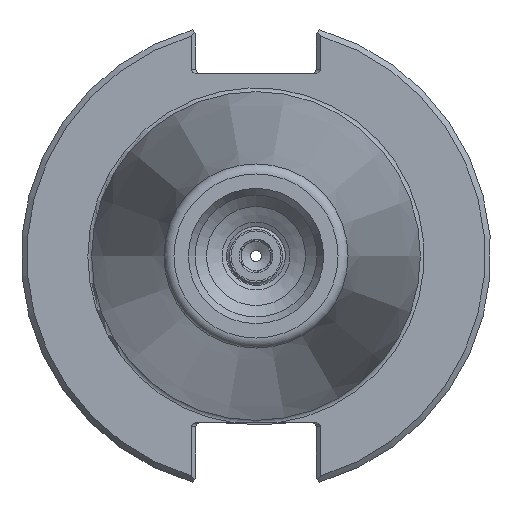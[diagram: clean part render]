
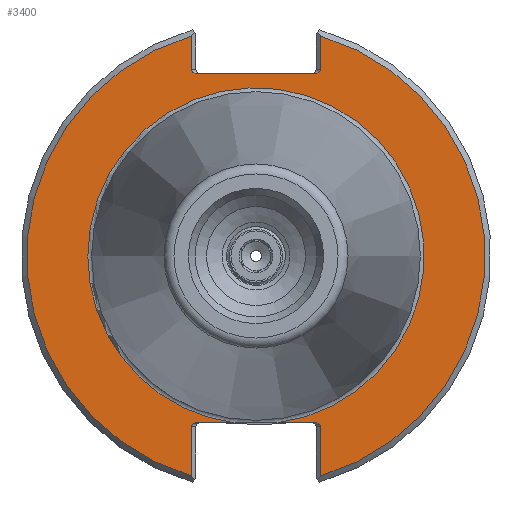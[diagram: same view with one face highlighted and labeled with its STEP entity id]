
A CAD part, left-side view. The second image highlights one B-rep face of the part: STEP entity #3400.
In plain terms, the highlighted planar face has unit normal (-1, 0, 0).
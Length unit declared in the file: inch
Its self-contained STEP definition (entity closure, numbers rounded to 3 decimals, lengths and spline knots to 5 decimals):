
#2458=CARTESIAN_POINT('',(0.125,0.345,0.992));
#2459=VERTEX_POINT('',#2458);
#2466=CARTESIAN_POINT('',(0.125,0.31672,0.972));
#2467=VERTEX_POINT('',#2466);
#2468=CARTESIAN_POINT('',(0.125,0.31672,0.992));
#2469=DIRECTION('',(-1.0,0.0,0.0));
#2470=DIRECTION('',(0.0,1.0,0.0));
#2471=AXIS2_PLACEMENT_3D('',#2468,#2469,#2470);
#2472=ELLIPSE('',#2471,0.02828,0.02);
#2473=EDGE_CURVE('',#2459,#2467,#2472,.T.);
#2558=CARTESIAN_POINT('',(0.125,0.345,1.1702));
#2559=VERTEX_POINT('',#2558);
#2566=CARTESIAN_POINT('',(0.125,0.345,1.1702));
#2567=DIRECTION('',(0.0,0.0,-1.0));
#2568=VECTOR('',#2567,0.1782);
#2569=LINE('',#2566,#2568);
#2570=EDGE_CURVE('',#2559,#2459,#2569,.T.);
#2670=CARTESIAN_POINT('',(0.125,-0.31672,0.972));
#2671=VERTEX_POINT('',#2670);
#2678=CARTESIAN_POINT('',(0.125,-0.345,0.992));
#2679=VERTEX_POINT('',#2678);
#2680=CARTESIAN_POINT('',(0.125,-0.31672,0.992));
#2681=DIRECTION('',(-1.0,0.0,0.0));
#2682=DIRECTION('',(0.0,-1.0,0.0));
#2683=AXIS2_PLACEMENT_3D('',#2680,#2681,#2682);
#2684=ELLIPSE('',#2683,0.02828,0.02);
#2685=EDGE_CURVE('',#2671,#2679,#2684,.T.);
#2735=CARTESIAN_POINT('',(0.125,-0.345,1.1702));
#2736=VERTEX_POINT('',#2735);
#2737=CARTESIAN_POINT('',(0.125,-0.345,0.992));
#2738=DIRECTION('',(0.0,0.0,1.0));
#2739=VECTOR('',#2738,0.1782);
#2740=LINE('',#2737,#2739);
#2741=EDGE_CURVE('',#2679,#2736,#2740,.T.);
#2759=CARTESIAN_POINT('',(0.125,-0.345,-0.908));
#2760=VERTEX_POINT('',#2759);
#2761=CARTESIAN_POINT('',(0.125,-0.31672,-0.888));
#2762=VERTEX_POINT('',#2761);
#2763=CARTESIAN_POINT('',(0.125,-0.31672,-0.908));
#2764=DIRECTION('',(-1.0,0.0,0.0));
#2765=DIRECTION('',(0.0,-1.0,0.0));
#2766=AXIS2_PLACEMENT_3D('',#2763,#2764,#2765);
#2767=ELLIPSE('',#2766,0.02828,0.02);
#2768=EDGE_CURVE('',#2760,#2762,#2767,.T.);
#2866=CARTESIAN_POINT('',(0.125,-0.345,-1.1702));
#2867=VERTEX_POINT('',#2866);
#2874=CARTESIAN_POINT('',(0.125,-0.345,-1.1702));
#2875=DIRECTION('',(0.0,0.0,1.0));
#2876=VECTOR('',#2875,0.2622);
#2877=LINE('',#2874,#2876);
#2878=EDGE_CURVE('',#2867,#2760,#2877,.T.);
#2978=CARTESIAN_POINT('',(0.125,0.31672,-0.888));
#2979=VERTEX_POINT('',#2978);
#2986=CARTESIAN_POINT('',(0.125,0.345,-0.908));
#2987=VERTEX_POINT('',#2986);
#2988=CARTESIAN_POINT('',(0.125,0.31672,-0.908));
#2989=DIRECTION('',(-1.0,0.0,0.0));
#2990=DIRECTION('',(0.0,1.0,0.0));
#2991=AXIS2_PLACEMENT_3D('',#2988,#2989,#2990);
#2992=ELLIPSE('',#2991,0.02828,0.02);
#2993=EDGE_CURVE('',#2979,#2987,#2992,.T.);
#3043=CARTESIAN_POINT('',(0.125,0.345,-1.1702));
#3044=VERTEX_POINT('',#3043);
#3045=CARTESIAN_POINT('',(0.125,0.345,-0.908));
#3046=DIRECTION('',(0.0,0.0,-1.0));
#3047=VECTOR('',#3046,0.2622);
#3048=LINE('',#3045,#3047);
#3049=EDGE_CURVE('',#2987,#3044,#3048,.T.);
#3116=CARTESIAN_POINT('',(0.125,0.31672,0.972));
#3117=DIRECTION('',(0.0,-1.0,0.0));
#3118=VECTOR('',#3117,0.63343);
#3119=LINE('',#3116,#3118);
#3120=EDGE_CURVE('',#2467,#2671,#3119,.T.);
#3318=CARTESIAN_POINT('',(0.125,-0.11172,-0.888));
#3319=VERTEX_POINT('',#3318);
#3320=CARTESIAN_POINT('',(0.125,0.11172,-0.888));
#3321=VERTEX_POINT('',#3320);
#3336=CARTESIAN_POINT('',(0.125,0.,0.0));
#3337=DIRECTION('',(-1.0,0.0,0.0));
#3338=DIRECTION('',(0.0,-1.0,0.0));
#3339=AXIS2_PLACEMENT_3D('',#3336,#3337,#3338);
#3340=CIRCLE('',#3339,0.895);
#3341=EDGE_CURVE('',#3319,#3321,#3340,.T.);
#3357=CARTESIAN_POINT('',(0.125,1.0625,0.0));
#3358=DIRECTION('',(-1.0,0.0,0.0));
#3359=DIRECTION('',(0.0,0.0,1.0));
#3360=AXIS2_PLACEMENT_3D('',#3357,#3358,#3359);
#3361=PLANE('',#3360);
#3362=ORIENTED_EDGE('',*,*,#3341,.F.);
#3363=CARTESIAN_POINT('',(0.125,-0.31672,-0.888));
#3364=DIRECTION('',(0.0,1.0,0.0));
#3365=VECTOR('',#3364,0.205);
#3366=LINE('',#3363,#3365);
#3367=EDGE_CURVE('',#2762,#3319,#3366,.T.);
#3368=ORIENTED_EDGE('',*,*,#3367,.F.);
#3369=ORIENTED_EDGE('',*,*,#2768,.F.);
#3370=ORIENTED_EDGE('',*,*,#2878,.F.);
#3371=CARTESIAN_POINT('',(0.125,0.,0.0));
#3372=DIRECTION('',(1.0,0.0,0.0));
#3373=DIRECTION('',(0.0,-1.0,0.0));
#3374=AXIS2_PLACEMENT_3D('',#3371,#3372,#3373);
#3375=CIRCLE('',#3374,1.22);
#3376=EDGE_CURVE('',#2736,#2867,#3375,.T.);
#3377=ORIENTED_EDGE('',*,*,#3376,.F.);
#3378=ORIENTED_EDGE('',*,*,#2741,.F.);
#3379=ORIENTED_EDGE('',*,*,#2685,.F.);
#3380=ORIENTED_EDGE('',*,*,#3120,.F.);
#3381=ORIENTED_EDGE('',*,*,#2473,.F.);
#3382=ORIENTED_EDGE('',*,*,#2570,.F.);
#3383=CARTESIAN_POINT('',(0.125,0.,0.0));
#3384=DIRECTION('',(1.0,0.0,0.0));
#3385=DIRECTION('',(0.0,1.0,0.0));
#3386=AXIS2_PLACEMENT_3D('',#3383,#3384,#3385);
#3387=CIRCLE('',#3386,1.22);
#3388=EDGE_CURVE('',#3044,#2559,#3387,.T.);
#3389=ORIENTED_EDGE('',*,*,#3388,.F.);
#3390=ORIENTED_EDGE('',*,*,#3049,.F.);
#3391=ORIENTED_EDGE('',*,*,#2993,.F.);
#3392=CARTESIAN_POINT('',(0.125,0.11172,-0.888));
#3393=DIRECTION('',(0.0,1.0,0.0));
#3394=VECTOR('',#3393,0.205);
#3395=LINE('',#3392,#3394);
#3396=EDGE_CURVE('',#3321,#2979,#3395,.T.);
#3397=ORIENTED_EDGE('',*,*,#3396,.F.);
#3398=EDGE_LOOP('',(#3362,#3368,#3369,#3370,#3377,#3378,#3379,#3380,#3381,#3382,#3389,#3390,#3391,#3397));
#3399=FACE_OUTER_BOUND('',#3398,.T.);
#3400=ADVANCED_FACE('',(#3399),#3361,.T.);
